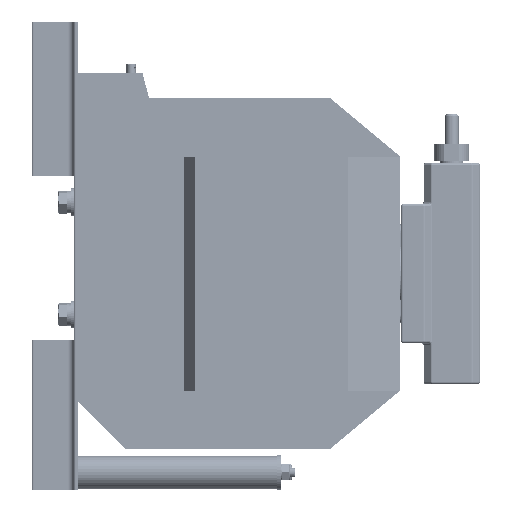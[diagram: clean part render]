
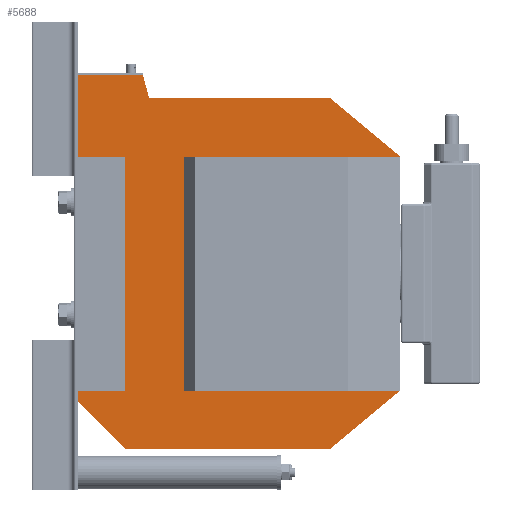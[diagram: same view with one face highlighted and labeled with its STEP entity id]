
A CAD part, left-side view. The second image highlights one B-rep face of the part: STEP entity #5688.
In plain terms, the highlighted face is planar.
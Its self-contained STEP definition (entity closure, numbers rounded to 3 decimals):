
#5688=ADVANCED_FACE('',(#17799),#17801,.F.);
#17799=FACE_BOUND('',#17800,.T.);
#17800=EDGE_LOOP('',(#33439,#33440,#33441,#33442,#33443,#33444,#33445,#33446,#33447,
#33448,#33449,#33450,#33451,#33452,#33453));
#17801=PLANE('',#17802);
#17802=AXIS2_PLACEMENT_3D('',#17803,#17804,#17805);
#17803=CARTESIAN_POINT('',(-150.,55.,-46.878));
#17804=DIRECTION('',(0.,-1.,0.));
#17805=DIRECTION('',(0.,0.,-1.));
#33439=ORIENTED_EDGE('',*,*,#39318,.F.);
#33440=ORIENTED_EDGE('',*,*,#39319,.F.);
#33441=ORIENTED_EDGE('',*,*,#39320,.F.);
#33442=ORIENTED_EDGE('',*,*,#39321,.T.);
#33443=ORIENTED_EDGE('',*,*,#39322,.T.);
#33444=ORIENTED_EDGE('',*,*,#39323,.F.);
#33445=ORIENTED_EDGE('',*,*,#39324,.F.);
#33446=ORIENTED_EDGE('',*,*,#39325,.T.);
#33447=ORIENTED_EDGE('',*,*,#39326,.T.);
#33448=ORIENTED_EDGE('',*,*,#39254,.F.);
#33449=ORIENTED_EDGE('',*,*,#39327,.T.);
#33450=ORIENTED_EDGE('',*,*,#39328,.F.);
#33451=ORIENTED_EDGE('',*,*,#39329,.F.);
#33452=ORIENTED_EDGE('',*,*,#39250,.F.);
#33453=ORIENTED_EDGE('',*,*,#39317,.F.);
#39250=EDGE_CURVE('',#42794,#42796,#42797,.F.);
#39254=EDGE_CURVE('',#42802,#42804,#42805,.F.);
#39317=EDGE_CURVE('',#42906,#42794,#42908,.T.);
#39318=EDGE_CURVE('',#42909,#42906,#42910,.F.);
#39319=EDGE_CURVE('',#42911,#42909,#42912,.T.);
#39320=EDGE_CURVE('',#42913,#42911,#42914,.T.);
#39321=EDGE_CURVE('',#42913,#42915,#42916,.T.);
#39322=EDGE_CURVE('',#42915,#42917,#42918,.T.);
#39323=EDGE_CURVE('',#42919,#42917,#42920,.T.);
#39324=EDGE_CURVE('',#42921,#42919,#42922,.F.);
#39325=EDGE_CURVE('',#42921,#42923,#42924,.T.);
#39326=EDGE_CURVE('',#42923,#42804,#42925,.T.);
#39327=EDGE_CURVE('',#42802,#42926,#42927,.T.);
#39328=EDGE_CURVE('',#42928,#42926,#42929,.T.);
#39329=EDGE_CURVE('',#42796,#42928,#42930,.T.);
#42794=VERTEX_POINT('',#50128);
#42796=VERTEX_POINT('',#50132);
#42797=LINE('',#50133,#50134);
#42802=VERTEX_POINT('',#50144);
#42804=VERTEX_POINT('',#50148);
#42805=LINE('',#50149,#50150);
#42906=VERTEX_POINT('',#50389);
#42908=LINE('',#50393,#50394);
#42909=VERTEX_POINT('',#50396);
#42910=LINE('',#50397,#50398);
#42911=VERTEX_POINT('',#50400);
#42912=LINE('',#50401,#50402);
#42913=VERTEX_POINT('',#50404);
#42914=LINE('',#50405,#50406);
#42915=VERTEX_POINT('',#50408);
#42916=LINE('',#50409,#50410);
#42917=VERTEX_POINT('',#50412);
#42918=LINE('',#50413,#50414);
#42919=VERTEX_POINT('',#50416);
#42920=LINE('',#50417,#50418);
#42921=VERTEX_POINT('',#50420);
#42922=LINE('',#50421,#50422);
#42923=VERTEX_POINT('',#50424);
#42924=LINE('',#50425,#50426);
#42925=LINE('',#50428,#50429);
#42926=VERTEX_POINT('',#50431);
#42927=LINE('',#50432,#50433);
#42928=VERTEX_POINT('',#50435);
#42929=LINE('',#50436,#50437);
#42930=LINE('',#50439,#50440);
#50128=CARTESIAN_POINT('',(-110.,55.,-137.5));
#50132=CARTESIAN_POINT('',(-100.,55.,-137.5));
#50133=CARTESIAN_POINT('',(-100.,55.,-137.5));
#50134=VECTOR('',#50135,1.);
#50135=DIRECTION('',(-1.,0.,0.));
#50144=CARTESIAN_POINT('',(100.,55.,-137.5));
#50148=CARTESIAN_POINT('',(170.,55.,-137.5));
#50149=CARTESIAN_POINT('',(170.,55.,-137.5));
#50150=VECTOR('',#50151,1.);
#50151=DIRECTION('',(-1.,0.,0.));
#50389=CARTESIAN_POINT('',(-150.,55.,-97.5));
#50393=CARTESIAN_POINT('',(-150.,55.,-97.5));
#50394=VECTOR('',#50395,1.);
#50395=DIRECTION('',(0.707,0.,-0.707));
#50396=CARTESIAN_POINT('',(-150.,55.,77.5));
#50397=CARTESIAN_POINT('',(-150.,55.,-97.5));
#50398=VECTOR('',#50399,1.);
#50399=DIRECTION('',(0.,0.,1.));
#50400=CARTESIAN_POINT('',(-100.,55.,137.5));
#50401=CARTESIAN_POINT('',(-100.,55.,137.5));
#50402=VECTOR('',#50403,1.);
#50403=DIRECTION('',(-0.64,0.,-0.768));
#50404=CARTESIAN_POINT('',(-100.,55.,-46.878));
#50405=CARTESIAN_POINT('',(-100.,55.,-46.878));
#50406=VECTOR('',#50407,1.);
#50407=DIRECTION('',(0.,0.,1.));
#50408=CARTESIAN_POINT('',(100.,55.,-46.878));
#50409=CARTESIAN_POINT('',(-100.,55.,-46.878));
#50410=VECTOR('',#50411,1.);
#50411=DIRECTION('',(1.,0.,0.));
#50412=CARTESIAN_POINT('',(100.,55.,137.5));
#50413=CARTESIAN_POINT('',(100.,55.,-46.878));
#50414=VECTOR('',#50415,1.);
#50415=DIRECTION('',(0.,0.,1.));
#50416=CARTESIAN_POINT('',(150.,55.,77.5));
#50417=CARTESIAN_POINT('',(150.,55.,77.5));
#50418=VECTOR('',#50419,1.);
#50419=DIRECTION('',(-0.64,0.,0.768));
#50420=CARTESIAN_POINT('',(150.,55.,-77.141));
#50421=CARTESIAN_POINT('',(150.,55.,77.5));
#50422=VECTOR('',#50423,1.);
#50423=DIRECTION('',(0.,0.,-1.));
#50424=CARTESIAN_POINT('',(170.,55.,-82.5));
#50425=CARTESIAN_POINT('',(150.,55.,-77.141));
#50426=VECTOR('',#50427,1.);
#50427=DIRECTION('',(0.966,0.,-0.259));
#50428=CARTESIAN_POINT('',(170.,55.,-82.5));
#50429=VECTOR('',#50430,1.);
#50430=DIRECTION('',(0.,0.,-1.));
#50431=CARTESIAN_POINT('',(100.,55.,-97.5));
#50432=CARTESIAN_POINT('',(100.,55.,-137.5));
#50433=VECTOR('',#50434,1.);
#50434=DIRECTION('',(0.,0.,1.));
#50435=CARTESIAN_POINT('',(-100.,55.,-97.5));
#50436=CARTESIAN_POINT('',(-100.,55.,-97.5));
#50437=VECTOR('',#50438,1.);
#50438=DIRECTION('',(1.,0.,0.));
#50439=CARTESIAN_POINT('',(-100.,55.,-137.5));
#50440=VECTOR('',#50441,1.);
#50441=DIRECTION('',(0.,0.,1.));
